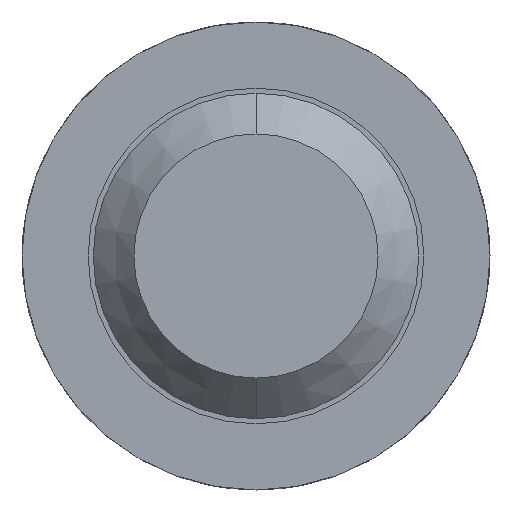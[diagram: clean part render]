
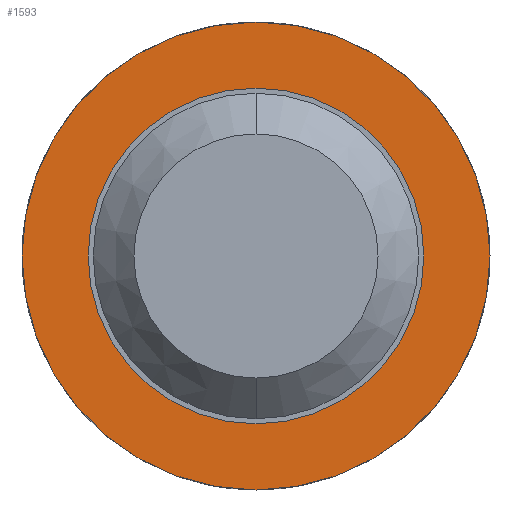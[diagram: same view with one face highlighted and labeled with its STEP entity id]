
A CAD part, front view. The second image highlights one B-rep face of the part: STEP entity #1593.
In plain terms, the highlighted planar face has unit normal (0, -1, 0).
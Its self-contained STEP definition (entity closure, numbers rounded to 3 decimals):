
#152 = FACE_OUTER_BOUND ( 'NONE', #3889, .T. ) ;
#209 = AXIS2_PLACEMENT_3D ( 'NONE', #3790, #2391, #2750 ) ;
#322 = EDGE_CURVE ( 'Defeature ausgef�hrt4_44+Defeature ausgef�hrt4_48+Defeature ausgef�hrt4_48+Defeature ausgef�hrt4_48', #4651, #2701, #1999, .T. ) ;
#324 = ORIENTED_EDGE ( 'NONE', *, *, #322, .F. ) ;
#357 = VERTEX_POINT ( 'NONE', #913 ) ;
#455 = ORIENTED_EDGE ( 'NONE', *, *, #3463, .F. ) ;
#520 = DIRECTION ( 'NONE',  ( 0., 1., 0. ) ) ;
#590 = EDGE_LOOP ( 'NONE', ( #596, #4648 ) ) ;
#596 = ORIENTED_EDGE ( 'NONE', *, *, #3327, .T. ) ;
#718 = DIRECTION ( 'NONE',  ( 0., 1., 0. ) ) ;
#785 = VERTEX_POINT ( 'NONE', #1932 ) ;
#860 = AXIS2_PLACEMENT_3D ( 'NONE', #2476, #718, #3937 ) ;
#913 = CARTESIAN_POINT ( 'NONE',  ( 0., -1.5, -0.825 ) ) ;
#1103 = AXIS2_PLACEMENT_3D ( 'NONE', #3018, #3050, #1209 ) ;
#1209 = DIRECTION ( 'NONE',  ( 0., 0., 1. ) ) ;
#1227 = AXIS2_PLACEMENT_3D ( 'NONE', #1928, #520, #3357 ) ;
#1379 = PLANE ( 'NONE',  #860 ) ;
#1593 = ADVANCED_FACE ( 'Defeature ausgef�hrt4_48', ( #152, #4584 ), #1379, .F. ) ;
#1869 = DIRECTION ( 'NONE',  ( 0., 1., 0. ) ) ;
#1928 = CARTESIAN_POINT ( 'NONE',  ( 0., -1.5, 0. ) ) ;
#1932 = CARTESIAN_POINT ( 'NONE',  ( 0., -1.5, 0.825 ) ) ;
#1999 = CIRCLE ( 'NONE', #209, 1.15 ) ;
#2054 = AXIS2_PLACEMENT_3D ( 'NONE', #3330, #1869, #2281 ) ;
#2281 = DIRECTION ( 'NONE',  ( 0., 0., 1. ) ) ;
#2391 = DIRECTION ( 'NONE',  ( 0., 1., 0. ) ) ;
#2476 = CARTESIAN_POINT ( 'NONE',  ( 0.825, -1.5, 0. ) ) ;
#2701 = VERTEX_POINT ( 'NONE', #2923 ) ;
#2750 = DIRECTION ( 'NONE',  ( 0., 0., 1. ) ) ;
#2832 = CIRCLE ( 'NONE', #1227, 0.825 ) ;
#2867 = CIRCLE ( 'NONE', #2054, 0.825 ) ;
#2923 = CARTESIAN_POINT ( 'NONE',  ( 0., -1.5, -1.15 ) ) ;
#3018 = CARTESIAN_POINT ( 'NONE',  ( 0., -1.5, 0. ) ) ;
#3050 = DIRECTION ( 'NONE',  ( 0., 1., 0. ) ) ;
#3327 = EDGE_CURVE ( 'Defeature ausgef�hrt4_48+Defeature ausgef�hrt4_47+Defeature ausgef�hrt4_47+Defeature ausgef�hrt4_47', #785, #357, #2867, .T. ) ;
#3330 = CARTESIAN_POINT ( 'NONE',  ( 0., -1.5, 0. ) ) ;
#3357 = DIRECTION ( 'NONE',  ( 0., 0., 1. ) ) ;
#3375 = CARTESIAN_POINT ( 'NONE',  ( 0., -1.5, 1.15 ) ) ;
#3463 = EDGE_CURVE ( 'Defeature ausgef�hrt4_44+Defeature ausgef�hrt4_48+Defeature ausgef�hrt4_48+Defeature ausgef�hrt4_48', #2701, #4651, #4069, .T. ) ;
#3790 = CARTESIAN_POINT ( 'NONE',  ( 0., -1.5, 0. ) ) ;
#3889 = EDGE_LOOP ( 'NONE', ( #324, #455 ) ) ;
#3937 = DIRECTION ( 'NONE',  ( 0., 0., 1. ) ) ;
#4069 = CIRCLE ( 'NONE', #1103, 1.15 ) ;
#4584 = FACE_BOUND ( 'NONE', #590, .T. ) ;
#4647 = EDGE_CURVE ( 'Defeature ausgef�hrt4_48+Defeature ausgef�hrt4_47+Defeature ausgef�hrt4_47+Defeature ausgef�hrt4_47', #357, #785, #2832, .T. ) ;
#4648 = ORIENTED_EDGE ( 'NONE', *, *, #4647, .T. ) ;
#4651 = VERTEX_POINT ( 'NONE', #3375 ) ;
